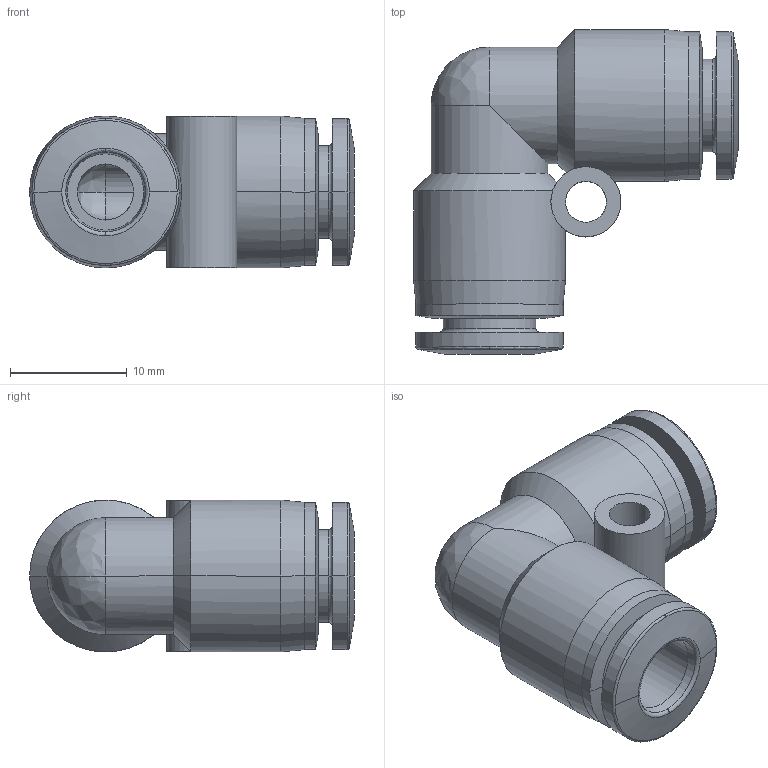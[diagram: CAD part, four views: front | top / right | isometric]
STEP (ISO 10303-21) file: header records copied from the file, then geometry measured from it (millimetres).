
FILE_DESCRIPTION (( 'STEP AP214' ), '1' );
FILE_NAME ('UL14.step', '2016-02-24T20:48:35', ( '' ), ( '' ), 'SwSTEP 2.0', 'SolidWorks 2015', '' );
FILE_SCHEMA (( 'AUTOMOTIVE_DESIGN' ));
Length unit declared in the file: inch
Products named in the file (1): UL14
Bounding box: 27.8 x 27.8 x 13 mm (x, y, z)
Volume: 3502.4 mm3; surface area: 3168.1 mm2
Topology: 1 solids, 1 shells, 76 faces, 185 edges, 110 vertices
Faces by surface type: cylinder 32, cone 20, bspline 12, plane 8, torus 4
Entity records: 3680 total; most frequent: CARTESIAN_POINT 879, DIRECTION 401, ORIENTED_EDGE 362, EDGE_CURVE 181, AXIS2_PLACEMENT_3D 174, VERTEX_POINT 110, CIRCLE 109, EDGE_LOOP 85
